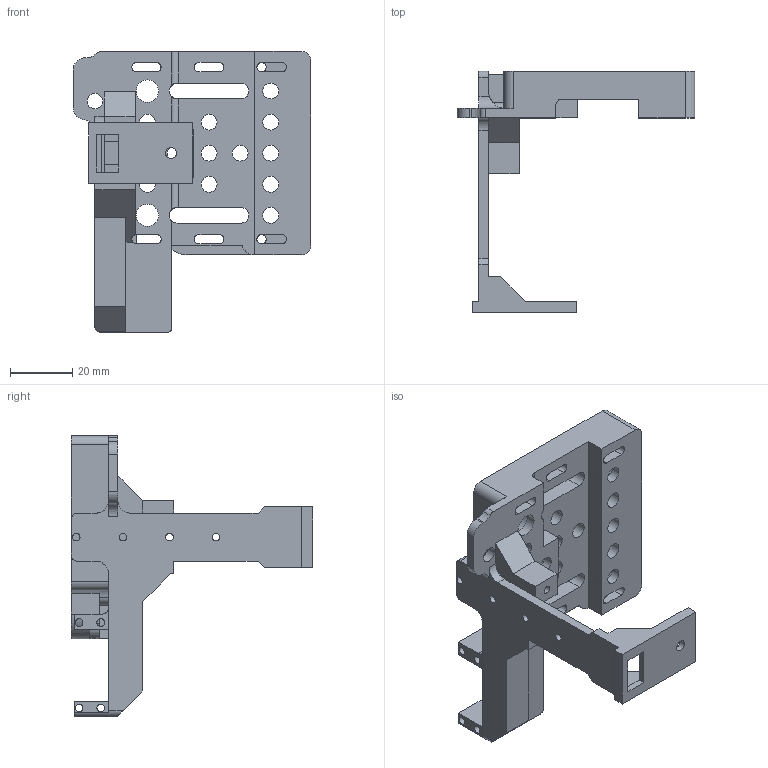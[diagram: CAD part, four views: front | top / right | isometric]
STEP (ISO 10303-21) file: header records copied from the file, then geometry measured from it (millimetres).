
FILE_DESCRIPTION(/* description */ (''),/* implementation_level */ '2;1');
FILE_NAME(/* name */ '',/* time_stamp */ '2026-02-12T15:08:52+03:00',/* author */ ('katya_notebook'),/* organization */ (''),/* preprocessor_version */ 'ST-DEVELOPER v20',/* originating_system */ 'Autodesk Inventor 2024',/* authorisation */ '');
FILE_SCHEMA (('AUTOMOTIVE_DESIGN { 1 0 10303 214 3 1 1 }'));
Length unit declared in the file: millimetre
Products named in the file (1): деталь основа 
каретки
Bounding box: 76.5 x 77.71 x 90.5 mm (x, y, z)
Volume: 55164.5 mm3; surface area: 27986.5 mm2
Topology: 1 solids, 1 shells, 209 faces, 625 edges, 423 vertices
Faces by surface type: plane 129, cylinder 79, torus 1
Full cylindrical faces by diameter (mm): 2.4 x4, 2.5 x5, 3 x2, 3.58 x1, 5 x2, 5.1 x11, 7.2 x2, 10.5 x5
Entity records: 7343 total; most frequent: CARTESIAN_POINT 1397, ORIENTED_EDGE 1234, DIRECTION 1207, EDGE_CURVE 617, LINE 417, VECTOR 417, VERTEX_POINT 405, AXIS2_PLACEMENT_3D 395
